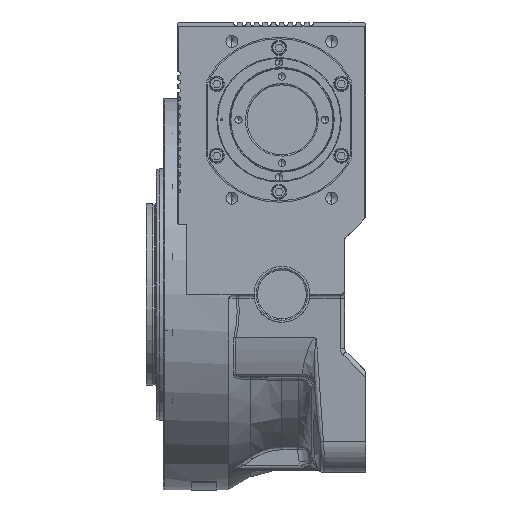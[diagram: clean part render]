
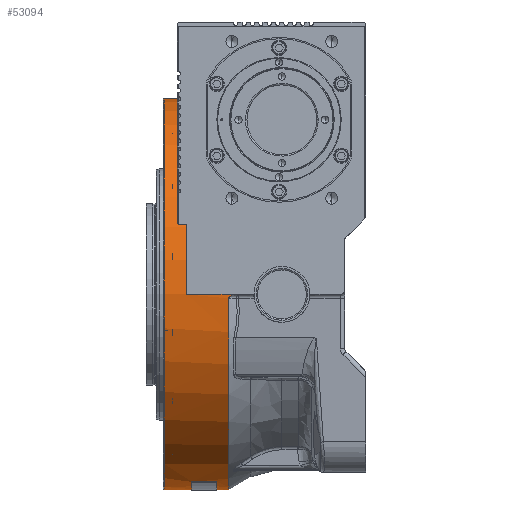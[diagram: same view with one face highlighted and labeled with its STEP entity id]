
A CAD part, left-side view. The second image highlights one B-rep face of the part: STEP entity #53094.
In plain terms, the highlighted cylindrical face has radius 140 mm (diameter 280 mm), a partial arc.
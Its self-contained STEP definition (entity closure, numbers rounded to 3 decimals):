
#124 = CYLINDRICAL_SURFACE ( 'NONE', #30181, 140. ) ;
#2826 = CARTESIAN_POINT ( 'NONE',  ( 0., 84.2, 140. ) ) ;
#2944 = CARTESIAN_POINT ( 'NONE',  ( -139.999, 35.291, -0.468 ) ) ;
#3436 = CARTESIAN_POINT ( 'NONE',  ( -139.991, 37.37, -1.618 ) ) ;
#3921 = CARTESIAN_POINT ( 'NONE',  ( -140., 34.13, -0.181 ) ) ;
#4413 = CARTESIAN_POINT ( 'NONE',  ( -139.998, 36.127, -0.79 ) ) ;
#6139 = AXIS2_PLACEMENT_3D ( 'NONE', #83585, #45855, #68684 ) ;
#6449 = EDGE_CURVE ( 'NONE', #42531, #85815, #30212, .T. ) ;
#7151 = VECTOR ( 'NONE', #95473, 1000. ) ;
#7356 = ORIENTED_EDGE ( 'NONE', *, *, #20654, .T. ) ;
#7775 = ORIENTED_EDGE ( 'NONE', *, *, #28653, .T. ) ;
#9006 = ORIENTED_EDGE ( 'NONE', *, *, #81768, .T. ) ;
#9550 = EDGE_CURVE ( 'NONE', #92591, #64026, #54179, .T. ) ;
#9904 = CARTESIAN_POINT ( 'NONE',  ( -139.992, 37.26, -1.516 ) ) ;
#10856 = ORIENTED_EDGE ( 'NONE', *, *, #9550, .F. ) ;
#10883 = CARTESIAN_POINT ( 'NONE',  ( -139.975, 37.976, -2.645 ) ) ;
#11708 = LINE ( 'NONE', #34599, #12732 ) ;
#12569 = VERTEX_POINT ( 'NONE', #94312 ) ;
#12732 = VECTOR ( 'NONE', #35091, 1000. ) ;
#14791 = VERTEX_POINT ( 'NONE', #67753 ) ;
#15487 = DIRECTION ( 'NONE',  ( 0., 1., 0. ) ) ;
#17366 = CARTESIAN_POINT ( 'NONE',  ( -140., -60., 0. ) ) ;
#17895 = AXIS2_PLACEMENT_3D ( 'NONE', #46487, #84686, #47475 ) ;
#18187 = DIRECTION ( 'NONE',  ( 0., -1., 0. ) ) ;
#19323 = CARTESIAN_POINT ( 'NONE',  ( -139.998, 35.853, -0.672 ) ) ;
#19892 = EDGE_CURVE ( 'NONE', #72178, #59361, #36108, .T. ) ;
#20654 = EDGE_CURVE ( 'NONE', #42531, #36396, #60070, .T. ) ;
#20763 = VERTEX_POINT ( 'NONE', #25191 ) ;
#22748 = DIRECTION ( 'NONE',  ( 0., 1., 0. ) ) ;
#22902 = CARTESIAN_POINT ( 'NONE',  ( -140., 32.056, 0. ) ) ;
#23003 = FACE_OUTER_BOUND ( 'NONE', #58428, .T. ) ;
#24509 = ORIENTED_EDGE ( 'NONE', *, *, #53302, .F. ) ;
#25191 = CARTESIAN_POINT ( 'NONE',  ( -39.598, 46.5, -134.283 ) ) ;
#26288 = CARTESIAN_POINT ( 'NONE',  ( -139.982, 37.823, -2.217 ) ) ;
#28134 = CARTESIAN_POINT ( 'NONE',  ( 0., 55., 140. ) ) ;
#28653 = EDGE_CURVE ( 'NONE', #14791, #71615, #50151, .T. ) ;
#29136 = ORIENTED_EDGE ( 'NONE', *, *, #6449, .F. ) ;
#30181 = AXIS2_PLACEMENT_3D ( 'NONE', #30953, #30473, #38912 ) ;
#30212 = LINE ( 'NONE', #97772, #68077 ) ;
#30473 = DIRECTION ( 'NONE',  ( 0., 1., 0. ) ) ;
#30953 = CARTESIAN_POINT ( 'NONE',  ( 0., 55., 0. ) ) ;
#33277 = CARTESIAN_POINT ( 'NONE',  ( -140., 32.056, 0. ) ) ;
#34599 = CARTESIAN_POINT ( 'NONE',  ( 0., 55., -140. ) ) ;
#34760 = CARTESIAN_POINT ( 'NONE',  ( -139.988, 37.573, -1.84 ) ) ;
#35091 = DIRECTION ( 'NONE',  ( 0., 1., 0. ) ) ;
#35103 = DIRECTION ( 'NONE',  ( 0., 0., 1. ) ) ;
#36064 = EDGE_CURVE ( 'NONE', #71615, #20763, #70643, .T. ) ;
#36108 = LINE ( 'NONE', #28134, #85352 ) ;
#36396 = VERTEX_POINT ( 'NONE', #42818 ) ;
#38912 = DIRECTION ( 'NONE',  ( 0., 0., 1. ) ) ;
#39827 = ORIENTED_EDGE ( 'NONE', *, *, #85253, .T. ) ;
#39886 = CARTESIAN_POINT ( 'NONE',  ( 0., 68., 140. ) ) ;
#41246 = CARTESIAN_POINT ( 'NONE',  ( -139.999, 35.002, -0.382 ) ) ;
#41732 = CARTESIAN_POINT ( 'NONE',  ( -140., 32.656, 0. ) ) ;
#42198 = CARTESIAN_POINT ( 'NONE',  ( -139.996, 36.656, -1.069 ) ) ;
#42531 = VERTEX_POINT ( 'NONE', #49847 ) ;
#42818 = CARTESIAN_POINT ( 'NONE',  ( -139.969, 38., -2.945 ) ) ;
#45440 = CARTESIAN_POINT ( 'NONE',  ( -39.598, 64.5, -134.283 ) ) ;
#45824 = DIRECTION ( 'NONE',  ( 0., 0., 1. ) ) ;
#45855 = DIRECTION ( 'NONE',  ( 0., 1., 0. ) ) ;
#46487 = CARTESIAN_POINT ( 'NONE',  ( 0., 46.5, 0. ) ) ;
#47258 = EDGE_CURVE ( 'NONE', #59361, #12569, #76636, .T. ) ;
#47475 = DIRECTION ( 'NONE',  ( 0., 0., 1. ) ) ;
#49098 = CIRCLE ( 'NONE', #72873, 140. ) ;
#49187 = CARTESIAN_POINT ( 'NONE',  ( -140., 34.422, -0.239 ) ) ;
#49847 = CARTESIAN_POINT ( 'NONE',  ( 0., 38., -140. ) ) ;
#50151 = CIRCLE ( 'NONE', #77059, 140. ) ;
#51868 = CARTESIAN_POINT ( 'NONE',  ( 0., 64.5, 0. ) ) ;
#52927 = ORIENTED_EDGE ( 'NONE', *, *, #95932, .T. ) ;
#53094 = ADVANCED_FACE ( 'NONE', ( #23003 ), #124, .T. ) ;
#53302 = EDGE_CURVE ( 'NONE', #14791, #12569, #11708, .T. ) ;
#54179 = LINE ( 'NONE', #17366, #85817 ) ;
#56141 = CARTESIAN_POINT ( 'NONE',  ( -139.969, 38., -2.945 ) ) ;
#57105 = CARTESIAN_POINT ( 'NONE',  ( -139.972, 38., -2.793 ) ) ;
#57502 = CARTESIAN_POINT ( 'NONE',  ( -140., 68., 0. ) ) ;
#58428 = EDGE_LOOP ( 'NONE', ( #29136, #7356, #39827, #10856, #52927, #65876, #65753, #24509, #7775, #73190, #9006 ) ) ;
#58806 = B_SPLINE_CURVE_WITH_KNOTS ( 'NONE', 3,
 ( #56141, #57105, #10883, #70505, #26288, #78476, #34760, #3436, #9904, #65054, #42198, #4413, #19323, #2944, #41246, #49187, #3921, #71497, #41732, #33277 ),
 .UNSPECIFIED., .F., .F.,
 ( 4, 2, 2, 2, 2, 2, 2, 2, 2, 4 ),
 ( 0., 0., 0.001, 0.001, 0.002, 0.003, 0.004, 0.005, 0.005, 0.007 ),
 .UNSPECIFIED. ) ;
#58840 = DIRECTION ( 'NONE',  ( 0., 0., 1. ) ) ;
#59361 = VERTEX_POINT ( 'NONE', #2826 ) ;
#59913 = DIRECTION ( 'NONE',  ( 0., 1., 0. ) ) ;
#60070 = CIRCLE ( 'NONE', #6139, 140. ) ;
#64026 = VERTEX_POINT ( 'NONE', #22902 ) ;
#65054 = CARTESIAN_POINT ( 'NONE',  ( -139.995, 36.913, -1.231 ) ) ;
#65515 = CIRCLE ( 'NONE', #17895, 140. ) ;
#65753 = ORIENTED_EDGE ( 'NONE', *, *, #47258, .T. ) ;
#65876 = ORIENTED_EDGE ( 'NONE', *, *, #19892, .T. ) ;
#67753 = CARTESIAN_POINT ( 'NONE',  ( 0., 64.5, -140. ) ) ;
#68077 = VECTOR ( 'NONE', #22748, 1000. ) ;
#68650 = CARTESIAN_POINT ( 'NONE',  ( 0., 68., 0. ) ) ;
#68684 = DIRECTION ( 'NONE',  ( 0., 0., 1. ) ) ;
#69041 = DIRECTION ( 'NONE',  ( 0., -1., 0. ) ) ;
#70505 = CARTESIAN_POINT ( 'NONE',  ( -139.98, 37.888, -2.355 ) ) ;
#70643 = LINE ( 'NONE', #78129, #7151 ) ;
#71497 = CARTESIAN_POINT ( 'NONE',  ( -140., 33.249, -0.044 ) ) ;
#71615 = VERTEX_POINT ( 'NONE', #45440 ) ;
#72178 = VERTEX_POINT ( 'NONE', #39886 ) ;
#72873 = AXIS2_PLACEMENT_3D ( 'NONE', #68650, #15487, #45824 ) ;
#73190 = ORIENTED_EDGE ( 'NONE', *, *, #36064, .T. ) ;
#75180 = DIRECTION ( 'NONE',  ( 0., 1., 0. ) ) ;
#76560 = AXIS2_PLACEMENT_3D ( 'NONE', #78822, #18187, #35103 ) ;
#76636 = CIRCLE ( 'NONE', #76560, 140. ) ;
#77059 = AXIS2_PLACEMENT_3D ( 'NONE', #51868, #75180, #58840 ) ;
#78129 = CARTESIAN_POINT ( 'NONE',  ( -39.598, 55., -134.283 ) ) ;
#78476 = CARTESIAN_POINT ( 'NONE',  ( -139.986, 37.666, -1.961 ) ) ;
#78822 = CARTESIAN_POINT ( 'NONE',  ( 0., 84.2, 0. ) ) ;
#81768 = EDGE_CURVE ( 'NONE', #20763, #85815, #65515, .T. ) ;
#82619 = CARTESIAN_POINT ( 'NONE',  ( 0., 46.5, -140. ) ) ;
#83585 = CARTESIAN_POINT ( 'NONE',  ( 0., 38., 0. ) ) ;
#84686 = DIRECTION ( 'NONE',  ( 0., -1., 0. ) ) ;
#85253 = EDGE_CURVE ( 'NONE', #36396, #64026, #58806, .T. ) ;
#85352 = VECTOR ( 'NONE', #59913, 1000. ) ;
#85815 = VERTEX_POINT ( 'NONE', #82619 ) ;
#85817 = VECTOR ( 'NONE', #69041, 1000. ) ;
#92591 = VERTEX_POINT ( 'NONE', #57502 ) ;
#94312 = CARTESIAN_POINT ( 'NONE',  ( 0., 84.2, -140. ) ) ;
#95473 = DIRECTION ( 'NONE',  ( 0., -1., 0. ) ) ;
#95932 = EDGE_CURVE ( 'NONE', #92591, #72178, #49098, .T. ) ;
#97772 = CARTESIAN_POINT ( 'NONE',  ( 0., 55., -140. ) ) ;
